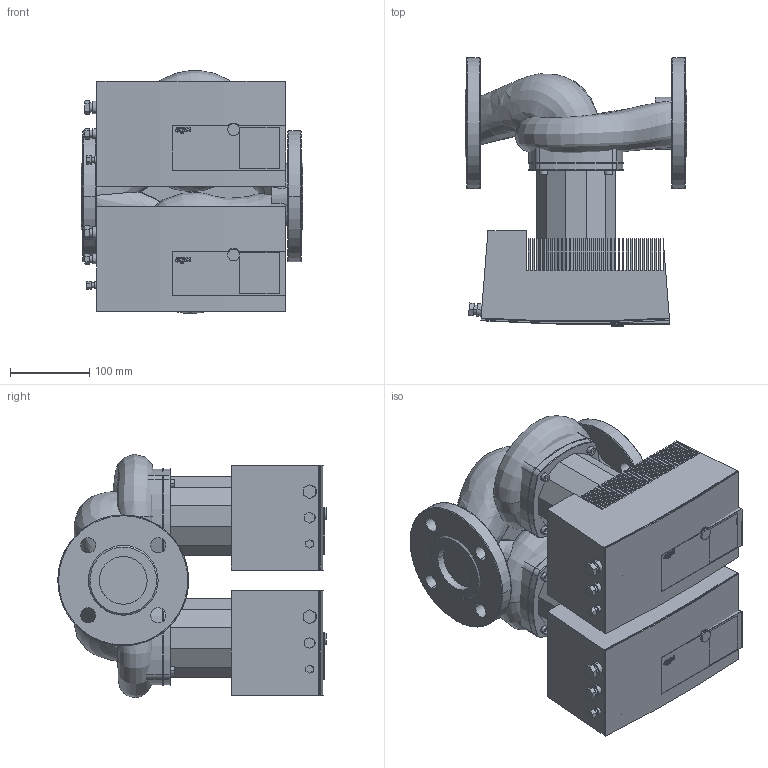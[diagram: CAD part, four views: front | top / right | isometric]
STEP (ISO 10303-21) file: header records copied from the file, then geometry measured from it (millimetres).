
FILE_DESCRIPTION((''),'2;1');
FILE_NAME('3d_Stratos-D50_1-12-PN16-2099902.stp','2017-09-28T12:37:44',(''),(''),'Mechanical Desktop 2009','Mechanical Desktop 2009',', , ');
FILE_SCHEMA(('CONFIG_CONTROL_DESIGN'));
Length unit declared in the file: millimetre
Products named in the file (1): Product
Bounding box: 280 x 338.5 x 306.88 mm (x, y, z)
Volume: 12090893.1 mm3; surface area: 1708202.6 mm2
Topology: 35 solids, 35 shells, 834 faces, 2254 edges, 1531 vertices
Faces by surface type: plane 548, bspline 145, cylinder 103, cone 34, torus 4
Full cylindrical faces by diameter (mm): 65.3 x1
Entity records: 39147 total; most frequent: CARTESIAN_POINT 18417, ORIENTED_EDGE 4502, DIRECTION 3791, EDGE_CURVE 2251, VECTOR 1787, LINE 1787, VERTEX_POINT 1529, AXIS2_PLACEMENT_3D 1002
